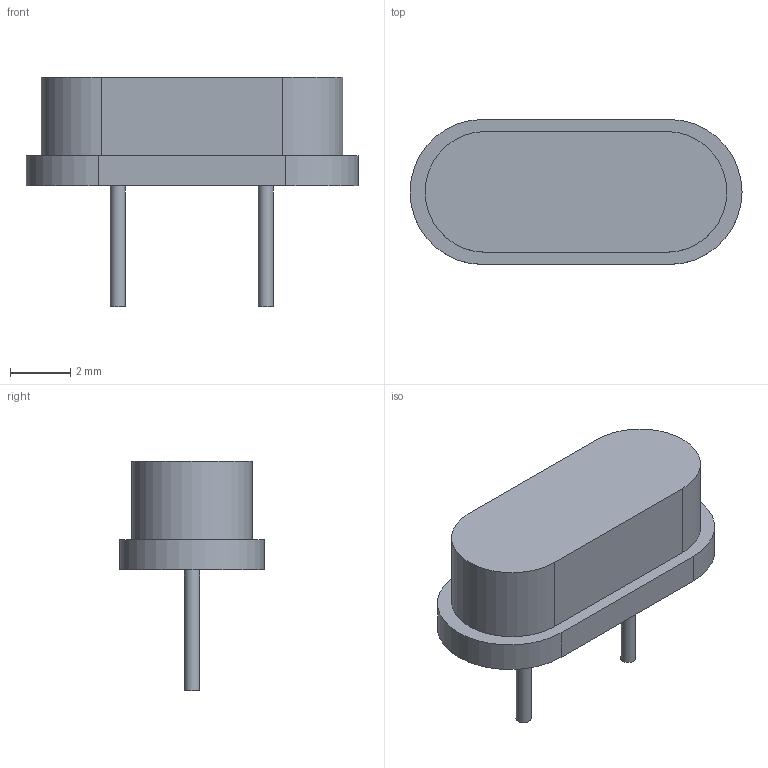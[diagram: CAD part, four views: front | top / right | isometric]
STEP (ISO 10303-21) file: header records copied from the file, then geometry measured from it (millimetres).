
FILE_DESCRIPTION(('STEP AP214'), '1');
FILE_NAME('Ðåçîíàòîð ÐÊ456ÌÄÓ', '2018-11-15T12:17:51', ('user'), (''), 'ASCON STEP Converter 1.3', 'ASCON Math Kernel', '');
FILE_SCHEMA(('AUTOMOTIVE_DESIGN { 1 0 10303 214 3 1 1}'));
Length unit declared in the file: millimetre
Bounding box: 11 x 4.8 x 7.6 mm (x, y, z)
Volume: 144.5 mm3; surface area: 199.6 mm2
Topology: 1 solids, 1 shells, 15 faces, 30 edges, 20 vertices
Faces by surface type: plane 9, cylinder 6
Full cylindrical faces by diameter (mm): 0.5 x2
Entity records: 550 total; most frequent: DIRECTION 72, CARTESIAN_POINT 64, ORIENTED_EDGE 56, AXIS2_PLACEMENT_3D 28, EDGE_CURVE 28, EDGE_LOOP 20, VERTEX_POINT 20, COLOUR_RGB 16
